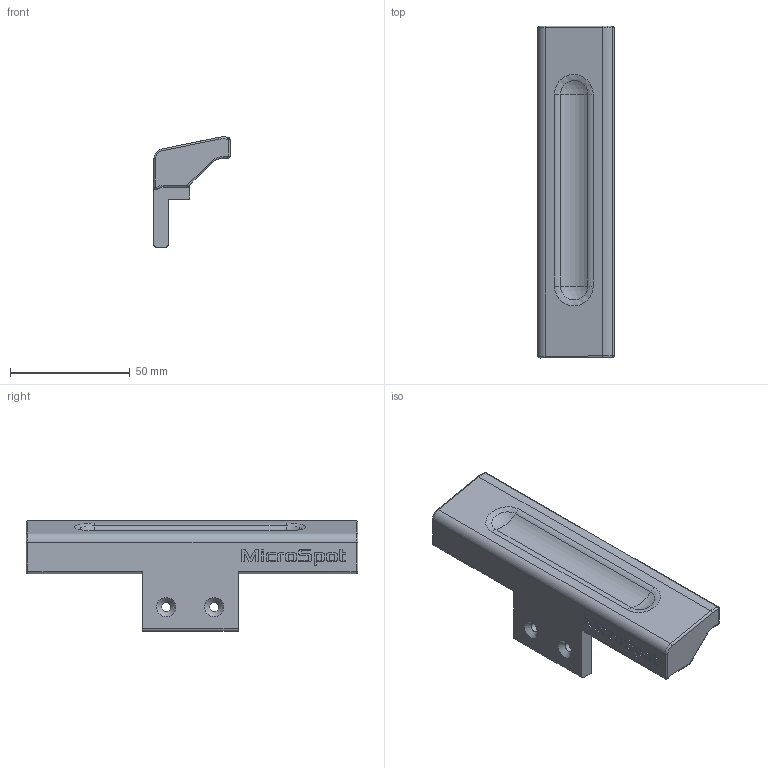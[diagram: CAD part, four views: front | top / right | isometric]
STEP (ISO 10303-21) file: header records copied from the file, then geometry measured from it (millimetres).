
FILE_DESCRIPTION(('FreeCAD Model'),'2;1');
FILE_NAME('LAxisShield.step','2018-02-02T19:53:52',('Author'),('' ),'Open CASCADE STEP processor 6.9','FreeCAD','Unknown');
FILE_SCHEMA(('AUTOMOTIVE_DESIGN_CC2 { 1 2 10303 214 -1 1 5 4 }'));
Length unit declared in the file: millimetre
Products named in the file (1): LAxisShield
Bounding box: 31.8 x 138.5 x 46 mm (x, y, z)
Volume: 54737.8 mm3; surface area: 17030.3 mm2
Topology: 1 solids, 1 shells, 207 faces, 539 edges, 348 vertices
Faces by surface type: plane 118, extrusion 36, cylinder 30, torus 9, bspline 6, revolution 4, sphere 2, cone 2
Full cylindrical faces by diameter (mm): 3.8 x2
Entity records: 14765 total; most frequent: CARTESIAN_POINT 4136, DIRECTION 1849, VECTOR 1354, LINE 1318, ORIENTED_EDGE 1078, PCURVE 1078, DEFINITIONAL_REPRESENTATION 1078, EDGE_CURVE 539
